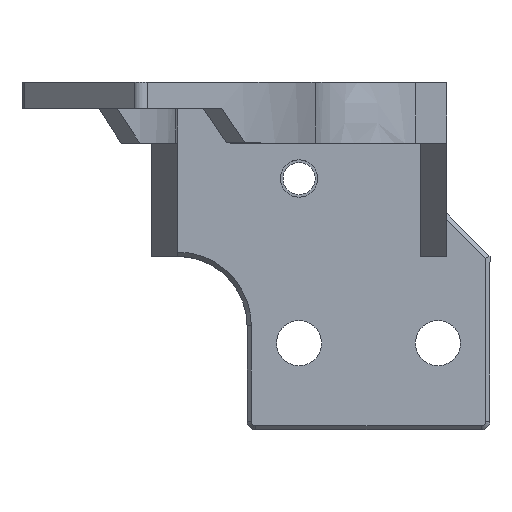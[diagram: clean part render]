
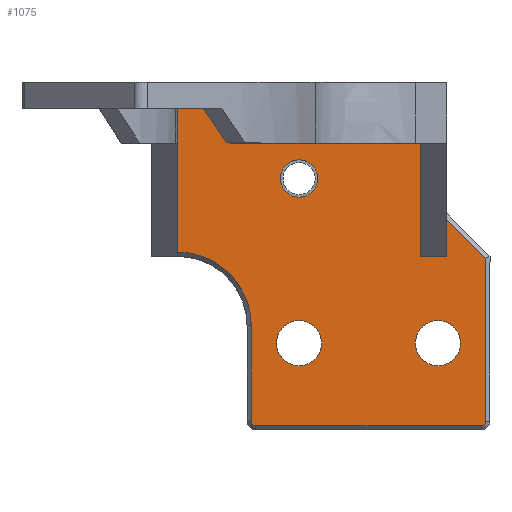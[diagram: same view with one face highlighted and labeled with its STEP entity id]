
A CAD part, top view. The second image highlights one B-rep face of the part: STEP entity #1075.
In plain terms, the highlighted planar face has unit normal (0, 0, 1).
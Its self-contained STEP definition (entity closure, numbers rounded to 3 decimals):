
#41=FACE_BOUND('',#209,.T.);
#42=FACE_BOUND('',#210,.T.);
#43=FACE_BOUND('',#211,.T.);
#61=CIRCLE('',#1148,2.15);
#63=CIRCLE('',#1153,8.5);
#64=CIRCLE('',#1154,0.5);
#65=CIRCLE('',#1155,0.5);
#66=CIRCLE('',#1156,2.6);
#67=CIRCLE('',#1157,2.6);
#95=PLANE('',#1152);
#144=FACE_OUTER_BOUND('',#208,.T.);
#208=EDGE_LOOP('',(#873,#874,#875,#876,#877,#878,#879,#880,#881,#882,#883,
#884));
#209=EDGE_LOOP('',(#885));
#210=EDGE_LOOP('',(#886));
#211=EDGE_LOOP('',(#887));
#263=LINE('',#1656,#364);
#284=LINE('',#2064,#385);
#295=LINE('',#2114,#396);
#296=LINE('',#2117,#397);
#299=LINE('',#2123,#400);
#300=LINE('',#2124,#401);
#301=LINE('',#2126,#402);
#302=LINE('',#2130,#403);
#303=LINE('',#2134,#404);
#364=VECTOR('',#1222,10.);
#385=VECTOR('',#1275,10.);
#396=VECTOR('',#1302,10.);
#397=VECTOR('',#1305,10.);
#400=VECTOR('',#1310,10.);
#401=VECTOR('',#1311,10.);
#402=VECTOR('',#1312,10.);
#403=VECTOR('',#1315,10.);
#404=VECTOR('',#1318,10.);
#496=VERTEX_POINT('',#1653);
#497=VERTEX_POINT('',#1655);
#527=VERTEX_POINT('',#2063);
#529=VERTEX_POINT('',#2101);
#531=VERTEX_POINT('',#2107);
#534=VERTEX_POINT('',#2112);
#535=VERTEX_POINT('',#2116);
#537=VERTEX_POINT('',#2122);
#538=VERTEX_POINT('',#2125);
#539=VERTEX_POINT('',#2127);
#540=VERTEX_POINT('',#2129);
#541=VERTEX_POINT('',#2131);
#542=VERTEX_POINT('',#2133);
#543=VERTEX_POINT('',#2136);
#544=VERTEX_POINT('',#2138);
#598=EDGE_CURVE('',#496,#497,#263,.T.);
#643=EDGE_CURVE('',#527,#497,#284,.T.);
#650=EDGE_CURVE('',#529,#529,#61,.T.);
#656=EDGE_CURVE('',#534,#531,#295,.T.);
#657=EDGE_CURVE('',#531,#535,#296,.F.);
#660=EDGE_CURVE('',#537,#534,#299,.T.);
#661=EDGE_CURVE('',#527,#537,#300,.T.);
#662=EDGE_CURVE('',#496,#538,#301,.T.);
#663=EDGE_CURVE('',#539,#538,#63,.T.);
#664=EDGE_CURVE('',#540,#539,#302,.T.);
#665=EDGE_CURVE('',#541,#540,#64,.T.);
#666=EDGE_CURVE('',#542,#541,#303,.T.);
#667=EDGE_CURVE('',#535,#542,#65,.T.);
#668=EDGE_CURVE('',#543,#543,#66,.T.);
#669=EDGE_CURVE('',#544,#544,#67,.T.);
#873=ORIENTED_EDGE('',*,*,#656,.F.);
#874=ORIENTED_EDGE('',*,*,#660,.F.);
#875=ORIENTED_EDGE('',*,*,#661,.F.);
#876=ORIENTED_EDGE('',*,*,#643,.T.);
#877=ORIENTED_EDGE('',*,*,#598,.F.);
#878=ORIENTED_EDGE('',*,*,#662,.T.);
#879=ORIENTED_EDGE('',*,*,#663,.F.);
#880=ORIENTED_EDGE('',*,*,#664,.F.);
#881=ORIENTED_EDGE('',*,*,#665,.F.);
#882=ORIENTED_EDGE('',*,*,#666,.F.);
#883=ORIENTED_EDGE('',*,*,#667,.F.);
#884=ORIENTED_EDGE('',*,*,#657,.F.);
#885=ORIENTED_EDGE('',*,*,#650,.T.);
#886=ORIENTED_EDGE('',*,*,#668,.T.);
#887=ORIENTED_EDGE('',*,*,#669,.T.);
#1075=ADVANCED_FACE('',(#144,#41,#42,#43),#95,.T.);
#1148=AXIS2_PLACEMENT_3D('',#2102,#1292,#1293);
#1152=AXIS2_PLACEMENT_3D('',#2121,#1308,#1309);
#1153=AXIS2_PLACEMENT_3D('',#2128,#1313,#1314);
#1154=AXIS2_PLACEMENT_3D('',#2132,#1316,#1317);
#1155=AXIS2_PLACEMENT_3D('',#2135,#1319,#1320);
#1156=AXIS2_PLACEMENT_3D('',#2137,#1321,#1322);
#1157=AXIS2_PLACEMENT_3D('',#2139,#1323,#1324);
#1222=DIRECTION('',(1.,0.,0.));
#1275=DIRECTION('',(0.,1.,0.));
#1292=DIRECTION('center_axis',(0.,0.,
-1.));
#1293=DIRECTION('ref_axis',(-1.,0.,0.));
#1302=DIRECTION('',(0.707,-0.707,0.));
#1305=DIRECTION('',(0.,1.,0.));
#1308=DIRECTION('center_axis',(0.,0.,
1.));
#1309=DIRECTION('ref_axis',(-1.,0.,0.));
#1310=DIRECTION('',(0.,1.,0.));
#1311=DIRECTION('',(1.,0.,0.));
#1312=DIRECTION('',(0.,-1.,0.));
#1313=DIRECTION('center_axis',(0.,0.,
1.));
#1314=DIRECTION('ref_axis',(0.707,0.707,0.));
#1315=DIRECTION('',(0.,1.,0.));
#1316=DIRECTION('center_axis',(0.,0.,
-1.));
#1317=DIRECTION('ref_axis',(-0.707,-0.707,0.));
#1318=DIRECTION('',(-1.,0.,0.));
#1319=DIRECTION('center_axis',(0.,0.,
-1.));
#1320=DIRECTION('ref_axis',(0.707,-0.707,0.));
#1321=DIRECTION('center_axis',(0.,0.,
-1.));
#1322=DIRECTION('ref_axis',(-1.,0.,0.));
#1323=DIRECTION('center_axis',(0.,0.,
-1.));
#1324=DIRECTION('ref_axis',(-1.,0.,0.));
#1653=CARTESIAN_POINT('',(-81.388,-17.156,78.695));
#1655=CARTESIAN_POINT('',(-53.389,-17.156,78.695));
#1656=CARTESIAN_POINT('',(-49.184,-17.156,78.695));
#2063=CARTESIAN_POINT('',(-53.389,-34.156,78.695));
#2064=CARTESIAN_POINT('',(-53.389,-14.156,78.695));
#2101=CARTESIAN_POINT('',(-65.239,-25.184,78.695));
#2102=CARTESIAN_POINT('Origin',(-67.389,-25.184,78.695));
#2107=CARTESIAN_POINT('',(-45.889,-34.364,78.695));
#2112=CARTESIAN_POINT('',(-50.389,-29.864,78.695));
#2114=CARTESIAN_POINT('',(-49.89,-30.362,78.695));
#2116=CARTESIAN_POINT('',(-45.889,-53.156,78.695));
#2117=CARTESIAN_POINT('',(-45.889,-14.156,78.695));
#2121=CARTESIAN_POINT('Origin',(-36.979,-14.156,78.695));
#2122=CARTESIAN_POINT('',(-50.389,-34.156,78.695));
#2123=CARTESIAN_POINT('',(-50.389,-24.156,78.695));
#2124=CARTESIAN_POINT('',(-56.452,-34.156,78.695));
#2125=CARTESIAN_POINT('',(-81.388,-33.656,78.695));
#2126=CARTESIAN_POINT('',(-81.388,-9.156,78.695));
#2127=CARTESIAN_POINT('',(-72.888,-42.156,78.695));
#2128=CARTESIAN_POINT('Origin',(-81.388,-42.156,78.695));
#2129=CARTESIAN_POINT('',(-72.888,-53.156,78.695));
#2130=CARTESIAN_POINT('',(-72.888,-9.156,78.695));
#2131=CARTESIAN_POINT('',(-72.388,-53.656,78.695));
#2132=CARTESIAN_POINT('Origin',(-72.388,-53.156,78.695));
#2133=CARTESIAN_POINT('',(-46.389,-53.656,78.695));
#2134=CARTESIAN_POINT('',(-43.262,-53.656,78.695));
#2135=CARTESIAN_POINT('Origin',(-46.389,-53.156,78.695));
#2136=CARTESIAN_POINT('',(-48.789,-44.156,78.695));
#2137=CARTESIAN_POINT('Origin',(-51.389,-44.156,78.695));
#2138=CARTESIAN_POINT('',(-64.788,-44.156,78.695));
#2139=CARTESIAN_POINT('Origin',(-67.388,-44.156,78.695));
